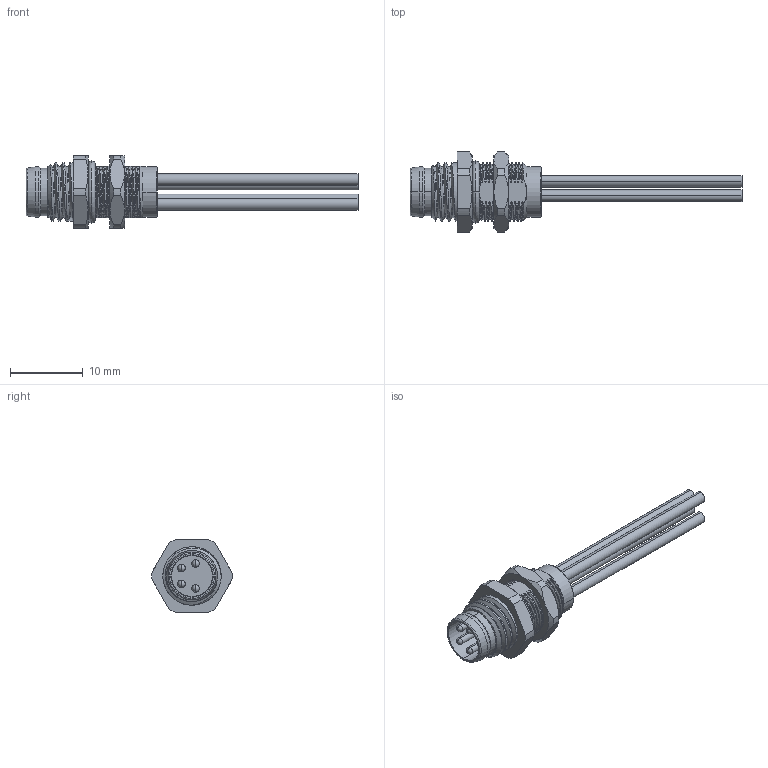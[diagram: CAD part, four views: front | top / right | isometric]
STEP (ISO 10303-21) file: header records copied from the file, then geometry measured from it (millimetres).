
FILE_DESCRIPTION((''),'2;1');
FILE_NAME('HOUSING-4P-MALE-AOCAO4_4','2025-09-28T',('gongcheng16'),(''),'PRO/ENGINEER BY PARAMETRIC TECHNOLOGY CORPORATION, 2010280','PRO/ENGINEER BY PARAMETRIC TECHNOLOGY CORPORATION, 2010280','');
FILE_SCHEMA(('CONFIG_CONTROL_DESIGN'));
Length unit declared in the file: millimetre
Products named in the file (1): HOUSING-4P-MALE-AOCAO4_4
Bounding box: 45.5 x 10.99 x 10 mm (x, y, z)
Volume: 315.3 mm3; surface area: 2880.9 mm2
Topology: 1 solids, 13 shells, 470 faces, 1149 edges, 720 vertices
Faces by surface type: cylinder 170, plane 105, bspline 90, cone 85, torus 12, sphere 8
Entity records: 28506 total; most frequent: CARTESIAN_POINT 18034, ORIENTED_EDGE 2266, DIRECTION 1973, EDGE_CURVE 1133, AXIS2_PLACEMENT_3D 775, VERTEX_POINT 720, EDGE_LOOP 523, FACE_OUTER_BOUND 470
